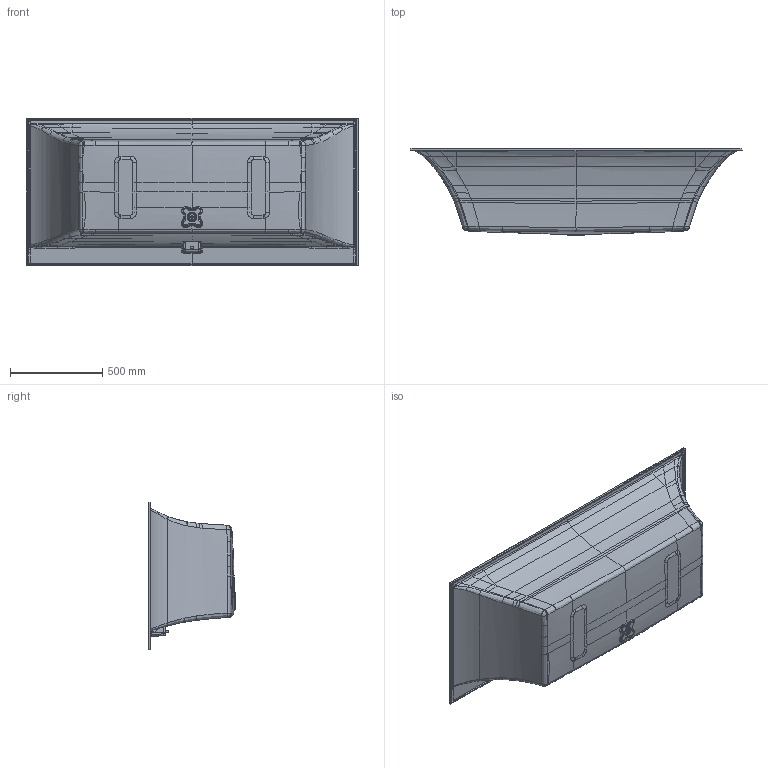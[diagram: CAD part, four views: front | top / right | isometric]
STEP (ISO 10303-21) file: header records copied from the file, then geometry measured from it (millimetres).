
FILE_DESCRIPTION((''),'2;1');
FILE_NAME('SQUAROEDGE12_11072022_ASM','2022-07-11T12:09:06',('hegemanc'),('Villeroy & Boch Wellness bv'),'CREO PARAMETRIC BY PTC INC, 2020454','CREO PARAMETRIC BY PTC INC, 2020454','');
FILE_SCHEMA(('CONFIG_CONTROL_DESIGN'));
Length unit declared in the file: millimetre
Products named in the file (9): V3P1207-003; V3P1205-702; V3P1205-706; V3P1205-701; V3P1205-705_ASM; V3P1205-020; V3P1205-003; V3P1205-007_ASM; SQUAROEDGE12_11072022_ASM
Assembly tree (8 placements, depth 3):
  SQUAROEDGE12_11072022_ASM
    V3P1207-003
    V3P1205-705_ASM
      V3P1205-702
      V3P1205-706
      V3P1205-701
    V3P1205-007_ASM
      V3P1205-020
      V3P1205-003
Bounding box: 1800 x 471.5 x 800 mm (x, y, z)
Volume: 26642392.1 mm3; surface area: 5532781.8 mm2
Topology: 5 solids, 30 shells, 1511 faces, 3739 edges, 2266 vertices
Faces by surface type: bspline 972, cylinder 196, plane 164, torus 67, sphere 60, cone 42, extrusion 10
Entity records: 89921 total; most frequent: CARTESIAN_POINT 61442, ORIENTED_EDGE 7216, EDGE_CURVE 3733, DIRECTION 3691, VERTEX_POINT 2266, B_SPLINE_CURVE_WITH_KNOTS 2095, EDGE_LOOP 1536, FACE_OUTER_BOUND 1511
